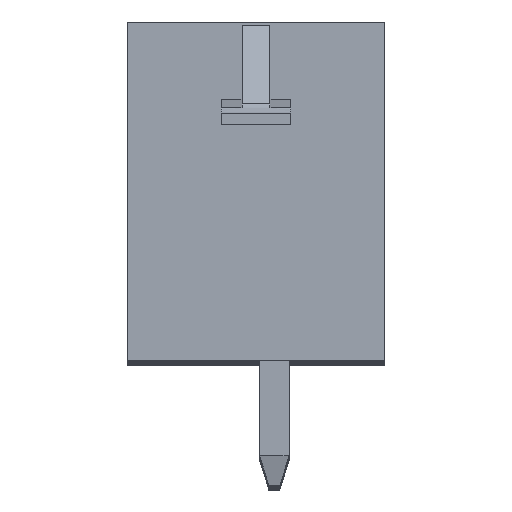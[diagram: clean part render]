
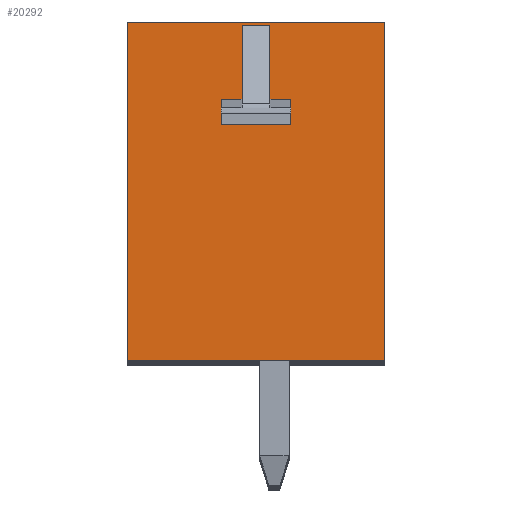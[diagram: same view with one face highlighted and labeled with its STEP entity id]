
A CAD part, top view. The second image highlights one B-rep face of the part: STEP entity #20292.
In plain terms, the highlighted planar face has unit normal (0, 0, 1).
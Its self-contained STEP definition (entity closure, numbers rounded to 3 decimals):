
#1=DIRECTION('',(1.,0.,0.));
#2=VECTOR('',#1,7.);
#3=CARTESIAN_POINT('',(-3.6,-3.853,0.));
#4=LINE('',#3,#2);
#5=DIRECTION('',(0.,-1.,0.));
#6=VECTOR('',#5,9.2);
#7=CARTESIAN_POINT('',(-3.6,5.347,0.));
#8=LINE('',#7,#6);
#9=DIRECTION('',(-1.,0.,0.));
#10=VECTOR('',#9,7.);
#11=CARTESIAN_POINT('',(3.4,5.347,0.));
#12=LINE('',#11,#10);
#13=DIRECTION('',(0.,1.,0.));
#14=VECTOR('',#13,9.2);
#15=CARTESIAN_POINT('',(3.4,-3.853,0.));
#16=LINE('',#15,#14);
#17=DIRECTION('',(0.,1.,0.));
#18=VECTOR('',#17,0.495);
#19=CARTESIAN_POINT('',(0.85,2.747,0.));
#20=LINE('',#19,#18);
#21=DIRECTION('',(-1.,0.,0.));
#22=VECTOR('',#21,0.76);
#23=CARTESIAN_POINT('',(0.28,5.244,0.));
#24=LINE('',#23,#22);
#25=DIRECTION('',(1.,0.,0.));
#26=VECTOR('',#25,0.57);
#27=CARTESIAN_POINT('',(-1.05,3.242,0.));
#28=LINE('',#27,#26);
#29=DIRECTION('',(0.,1.,0.));
#30=VECTOR('',#29,0.495);
#31=CARTESIAN_POINT('',(-1.05,2.747,0.));
#32=LINE('',#31,#30);
#33=DIRECTION('',(-1.,0.,0.));
#34=VECTOR('',#33,1.9);
#35=CARTESIAN_POINT('',(0.85,2.747,0.));
#36=LINE('',#35,#34);
#15526=DIRECTION('',(-1.,0.,0.));
#15527=VECTOR('',#15526,0.57);
#15528=CARTESIAN_POINT('',(0.85,3.242,0.));
#15529=LINE('',#15528,#15527);
#15530=DIRECTION('',(0.,-1.,0.));
#15531=VECTOR('',#15530,2.002);
#15532=CARTESIAN_POINT('',(0.28,5.244,0.));
#15533=LINE('',#15532,#15531);
#15597=DIRECTION('',(0.,1.,0.));
#15598=VECTOR('',#15597,2.002);
#15599=CARTESIAN_POINT('',(-0.48,3.242,0.));
#15600=LINE('',#15599,#15598);
#15609=CARTESIAN_POINT('',(-3.6,-3.853,0.));
#15610=CARTESIAN_POINT('',(3.4,-3.853,0.));
#15611=VERTEX_POINT('',#15609);
#15612=VERTEX_POINT('',#15610);
#15613=CARTESIAN_POINT('',(3.4,5.347,0.));
#15614=VERTEX_POINT('',#15613);
#15615=CARTESIAN_POINT('',(-3.6,5.347,0.));
#15616=VERTEX_POINT('',#15615);
#16712=CARTESIAN_POINT('',(0.85,2.747,0.));
#16713=VERTEX_POINT('',#16712);
#16714=CARTESIAN_POINT('',(-1.05,2.747,0.));
#16715=VERTEX_POINT('',#16714);
#16717=CARTESIAN_POINT('',(-0.48,3.242,0.));
#16719=VERTEX_POINT('',#16717);
#16720=CARTESIAN_POINT('',(-0.48,5.244,0.));
#16721=VERTEX_POINT('',#16720);
#16722=CARTESIAN_POINT('',(-1.05,3.242,0.));
#16723=VERTEX_POINT('',#16722);
#16728=CARTESIAN_POINT('',(0.28,5.244,0.));
#16729=CARTESIAN_POINT('',(0.28,3.242,0.));
#16730=VERTEX_POINT('',#16728);
#16731=VERTEX_POINT('',#16729);
#16734=CARTESIAN_POINT('',(0.85,3.242,0.));
#16735=VERTEX_POINT('',#16734);
#20259=CARTESIAN_POINT('',(0.,0.,0.));
#20260=DIRECTION('',(0.,0.,1.));
#20261=DIRECTION('',(1.,0.,0.));
#20262=AXIS2_PLACEMENT_3D('',#20259,#20260,#20261);
#20263=PLANE('',#20262);
#20265=ORIENTED_EDGE('',*,*,#20264,.F.);
#20267=ORIENTED_EDGE('',*,*,#20266,.F.);
#20269=ORIENTED_EDGE('',*,*,#20268,.F.);
#20271=ORIENTED_EDGE('',*,*,#20270,.F.);
#20272=EDGE_LOOP('',(#20265,#20267,#20269,#20271));
#20273=FACE_OUTER_BOUND('',#20272,.F.);
#20275=ORIENTED_EDGE('',*,*,#20274,.T.);
#20277=ORIENTED_EDGE('',*,*,#20276,.T.);
#20279=ORIENTED_EDGE('',*,*,#20278,.F.);
#20281=ORIENTED_EDGE('',*,*,#20280,.T.);
#20283=ORIENTED_EDGE('',*,*,#20282,.F.);
#20285=ORIENTED_EDGE('',*,*,#20284,.F.);
#20287=ORIENTED_EDGE('',*,*,#20286,.F.);
#20289=ORIENTED_EDGE('',*,*,#20288,.F.);
#20290=EDGE_LOOP('',(#20275,#20277,#20279,#20281,#20283,#20285,#20287,#20289));
#20291=FACE_BOUND('',#20290,.F.);
#20264=EDGE_CURVE('',#15611,#15612,#4,.T.);
#20266=EDGE_CURVE('',#15616,#15611,#8,.T.);
#20268=EDGE_CURVE('',#15614,#15616,#12,.T.);
#20270=EDGE_CURVE('',#15612,#15614,#16,.T.);
#20274=EDGE_CURVE('',#16713,#16735,#20,.T.);
#20276=EDGE_CURVE('',#16735,#16731,#15529,.T.);
#20278=EDGE_CURVE('',#16730,#16731,#15533,.T.);
#20280=EDGE_CURVE('',#16730,#16721,#24,.T.);
#20282=EDGE_CURVE('',#16719,#16721,#15600,.T.);
#20284=EDGE_CURVE('',#16723,#16719,#28,.T.);
#20286=EDGE_CURVE('',#16715,#16723,#32,.T.);
#20288=EDGE_CURVE('',#16713,#16715,#36,.T.);
#20292=ADVANCED_FACE('',(#20273,#20291),#20263,.T.);
